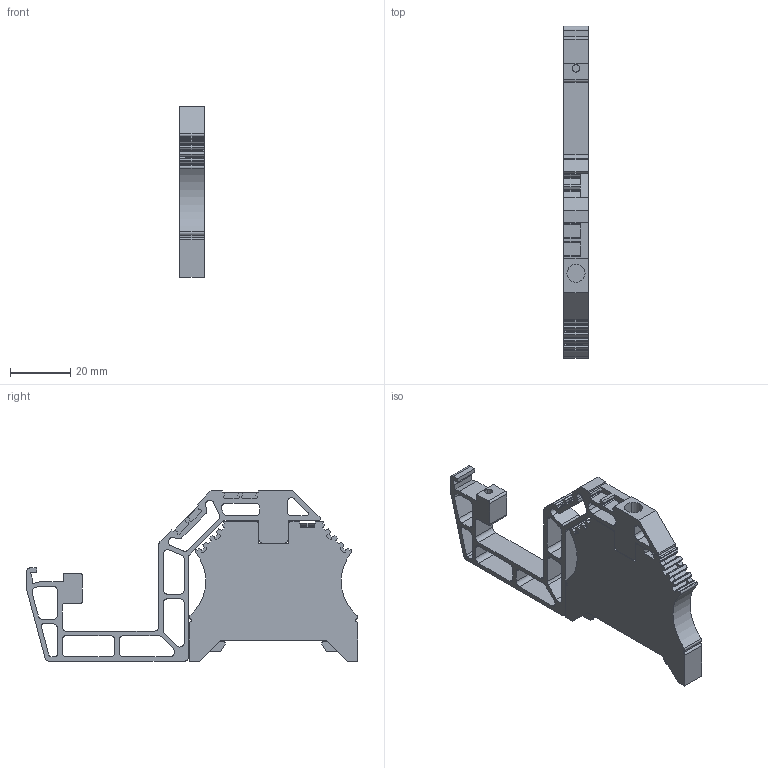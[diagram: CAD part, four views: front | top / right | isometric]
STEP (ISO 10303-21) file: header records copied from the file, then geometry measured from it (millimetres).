
FILE_DESCRIPTION(('CATIA V5 STEP Exchange','CAx-IF Rec.Pracs.--- Model Styling and Organization---1.4--- 2014-01-23'),'2;1');
FILE_NAME ('005441-2_0', '2021-06-09T07:55:34+00:00', ('none'), ('Weidmueller'), 'CATIA Version 5-6 Release 2016 SP3 HF44', 'CATIA V5 STEP AP214', 'none');
FILE_SCHEMA(('AUTOMOTIVE_DESIGN { 1 0 10303 214 1 1 1 1 }'));
Length unit declared in the file: millimetre
Products named in the file (1): Product1_AllCATPart
Bounding box: 8 x 110.23 x 56.6 mm (x, y, z)
Volume: 21620.8 mm3; surface area: 15426.8 mm2
Topology: 3 solids, 3 shells, 474 faces, 1377 edges, 912 vertices
Faces by surface type: plane 347, cylinder 123, cone 2, torus 2
Entity records: 14841 total; most frequent: ORIENTED_EDGE 2754, CARTESIAN_POINT 2690, DIRECTION 2109, EDGE_CURVE 1377, VECTOR 1119, LINE 1119, VERTEX_POINT 912, AXIS2_PLACEMENT_3D 623
